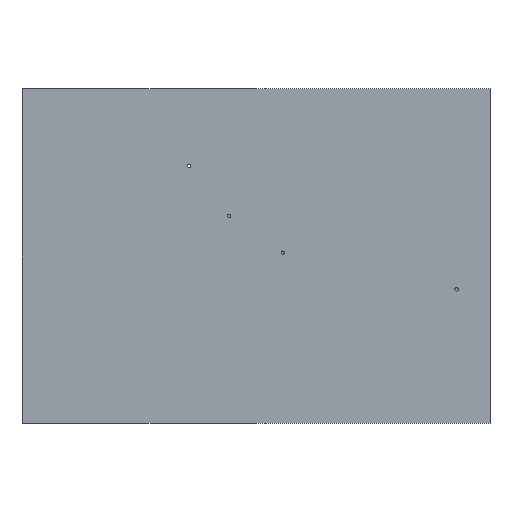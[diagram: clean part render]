
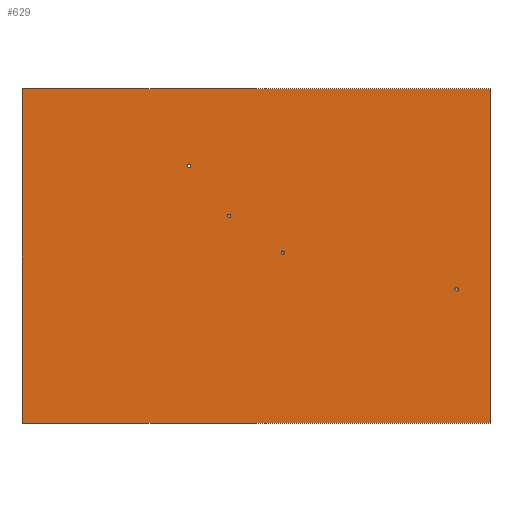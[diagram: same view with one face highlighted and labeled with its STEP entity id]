
A CAD part, front view. The second image highlights one B-rep face of the part: STEP entity #629.
In plain terms, the highlighted planar face has unit normal (0, -1, 0).
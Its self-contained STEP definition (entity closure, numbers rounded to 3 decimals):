
#43=FACE_BOUND('',#102,.T.);
#44=FACE_BOUND('',#103,.T.);
#45=FACE_BOUND('',#104,.T.);
#46=FACE_BOUND('',#105,.T.);
#51=PLANE('',#743);
#65=FACE_OUTER_BOUND('',#101,.T.);
#101=EDGE_LOOP('',(#435,#436,#437,#438));
#102=EDGE_LOOP('',(#439));
#103=EDGE_LOOP('',(#440));
#104=EDGE_LOOP('',(#441));
#105=EDGE_LOOP('',(#442));
#145=LINE('',#1087,#183);
#146=LINE('',#1089,#184);
#147=LINE('',#1091,#185);
#148=LINE('',#1092,#186);
#183=VECTOR('',#860,10.);
#184=VECTOR('',#861,10.);
#185=VECTOR('',#862,10.);
#186=VECTOR('',#863,10.);
#217=CIRCLE('',#732,2.5);
#219=CIRCLE('',#735,2.5);
#221=CIRCLE('',#738,2.5);
#223=CIRCLE('',#741,2.5);
#269=VERTEX_POINT('',#1061);
#271=VERTEX_POINT('',#1067);
#273=VERTEX_POINT('',#1073);
#275=VERTEX_POINT('',#1079);
#277=VERTEX_POINT('',#1085);
#278=VERTEX_POINT('',#1086);
#279=VERTEX_POINT('',#1088);
#280=VERTEX_POINT('',#1090);
#329=EDGE_CURVE('',#269,#269,#217,.T.);
#332=EDGE_CURVE('',#271,#271,#219,.T.);
#335=EDGE_CURVE('',#273,#273,#221,.T.);
#338=EDGE_CURVE('',#275,#275,#223,.T.);
#341=EDGE_CURVE('',#277,#278,#145,.T.);
#342=EDGE_CURVE('',#278,#279,#146,.T.);
#343=EDGE_CURVE('',#279,#280,#147,.T.);
#344=EDGE_CURVE('',#280,#277,#148,.T.);
#435=ORIENTED_EDGE('',*,*,#341,.T.);
#436=ORIENTED_EDGE('',*,*,#342,.T.);
#437=ORIENTED_EDGE('',*,*,#343,.T.);
#438=ORIENTED_EDGE('',*,*,#344,.T.);
#439=ORIENTED_EDGE('',*,*,#329,.T.);
#440=ORIENTED_EDGE('',*,*,#332,.T.);
#441=ORIENTED_EDGE('',*,*,#335,.T.);
#442=ORIENTED_EDGE('',*,*,#338,.T.);
#629=ADVANCED_FACE('',(#65,#43,#44,#45,#46),#51,.T.);
#732=AXIS2_PLACEMENT_3D('',#1062,#832,#833);
#735=AXIS2_PLACEMENT_3D('',#1068,#839,#840);
#738=AXIS2_PLACEMENT_3D('',#1074,#846,#847);
#741=AXIS2_PLACEMENT_3D('',#1080,#853,#854);
#743=AXIS2_PLACEMENT_3D('',#1084,#858,#859);
#832=DIRECTION('center_axis',(0.,1.,0.));
#833=DIRECTION('ref_axis',(-1.,0.,0.));
#839=DIRECTION('center_axis',(0.,1.,0.));
#840=DIRECTION('ref_axis',(-1.,0.,0.));
#846=DIRECTION('center_axis',(0.,1.,0.));
#847=DIRECTION('ref_axis',(-1.,0.,0.));
#853=DIRECTION('center_axis',(0.,1.,0.));
#854=DIRECTION('ref_axis',(-1.,0.,0.));
#858=DIRECTION('center_axis',(0.,-1.,0.));
#859=DIRECTION('ref_axis',(0.,0.,-1.));
#860=DIRECTION('',(-1.,0.,0.));
#861=DIRECTION('',(0.,0.,-1.));
#862=DIRECTION('',(1.,0.,0.));
#863=DIRECTION('',(0.,0.,1.));
#1061=CARTESIAN_POINT('',(302.5,-2.5,-50.));
#1062=CARTESIAN_POINT('Origin',(300.,-2.5,-50.));
#1067=CARTESIAN_POINT('',(42.5,-2.5,5.));
#1068=CARTESIAN_POINT('Origin',(40.,-2.5,5.));
#1073=CARTESIAN_POINT('',(-37.5,-2.5,60.));
#1074=CARTESIAN_POINT('Origin',(-40.,-2.5,60.));
#1079=CARTESIAN_POINT('',(-97.5,-2.5,135.));
#1080=CARTESIAN_POINT('Origin',(-100.,-2.5,135.));
#1084=CARTESIAN_POINT('Origin',(0.,-2.5,0.));
#1085=CARTESIAN_POINT('',(350.,-2.5,250.));
#1086=CARTESIAN_POINT('',(-350.,-2.5,250.));
#1087=CARTESIAN_POINT('',(350.,-2.5,250.));
#1088=CARTESIAN_POINT('',(-350.,-2.5,-250.));
#1089=CARTESIAN_POINT('',(-350.,-2.5,250.));
#1090=CARTESIAN_POINT('',(350.,-2.5,-250.));
#1091=CARTESIAN_POINT('',(-350.,-2.5,-250.));
#1092=CARTESIAN_POINT('',(350.,-2.5,-250.));
